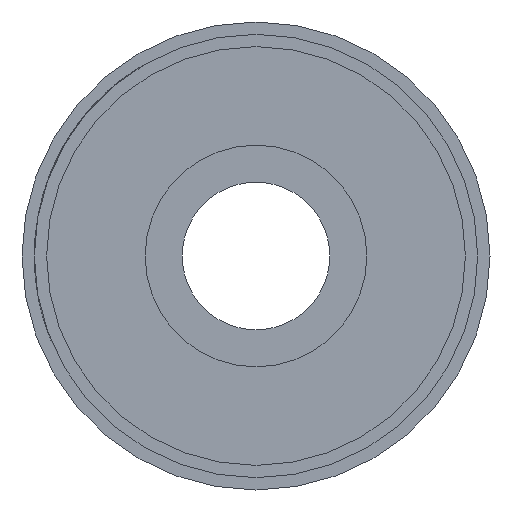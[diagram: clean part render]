
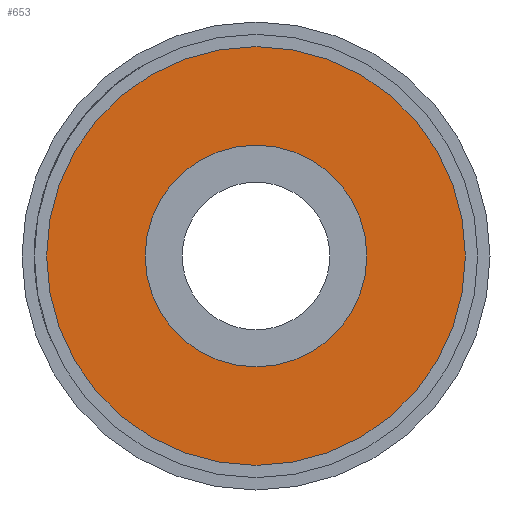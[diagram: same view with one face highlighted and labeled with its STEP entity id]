
A CAD part, left-side view. The second image highlights one B-rep face of the part: STEP entity #653.
In plain terms, the highlighted planar face has unit normal (-1, 0, 0).
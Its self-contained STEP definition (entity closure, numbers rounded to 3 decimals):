
#112 = AXIS2_PLACEMENT_3D ( 'NONE', #7591, #2219, #5833 ) ;
#190 = DIRECTION ( 'NONE',  ( 0., 0., 1. ) ) ;
#213 = CARTESIAN_POINT ( 'NONE',  ( 0., 0., 0. ) ) ;
#277 = ORIENTED_EDGE ( 'NONE', *, *, #1179, .T. ) ;
#322 = FACE_BOUND ( 'NONE', #3872, .T. ) ;
#448 = VERTEX_POINT ( 'NONE', #1077 ) ;
#465 = VERTEX_POINT ( 'NONE', #480 ) ;
#480 = CARTESIAN_POINT ( 'NONE',  ( 0., 0., -8.5 ) ) ;
#653 = ADVANCED_FACE ( 'NONE', ( #322, #1988 ), #7506, .F. ) ;
#1004 = AXIS2_PLACEMENT_3D ( 'NONE', #213, #1446, #2615 ) ;
#1077 = CARTESIAN_POINT ( 'NONE',  ( 0., 0., 4.5 ) ) ;
#1137 = CIRCLE ( 'NONE', #4274, 8.5 ) ;
#1179 = EDGE_CURVE ( 'NONE', #465, #2079, #3131, .T. ) ;
#1326 = DIRECTION ( 'NONE',  ( -1., 0., 0. ) ) ;
#1446 = DIRECTION ( 'NONE',  ( -1., 0., 0. ) ) ;
#1988 = FACE_OUTER_BOUND ( 'NONE', #4945, .T. ) ;
#2079 = VERTEX_POINT ( 'NONE', #3439 ) ;
#2219 = DIRECTION ( 'NONE',  ( -1., 0., 0. ) ) ;
#2609 = DIRECTION ( 'NONE',  ( 1., 0., 0. ) ) ;
#2615 = DIRECTION ( 'NONE',  ( 0., 0., 1. ) ) ;
#2816 = ORIENTED_EDGE ( 'NONE', *, *, #3635, .T. ) ;
#2891 = VERTEX_POINT ( 'NONE', #5062 ) ;
#3131 = CIRCLE ( 'NONE', #112, 8.5 ) ;
#3177 = ORIENTED_EDGE ( 'NONE', *, *, #3787, .F. ) ;
#3205 = EDGE_CURVE ( 'NONE', #448, #2891, #4899, .T. ) ;
#3439 = CARTESIAN_POINT ( 'NONE',  ( 0., 0., 8.5 ) ) ;
#3635 = EDGE_CURVE ( 'NONE', #2079, #465, #1137, .T. ) ;
#3774 = DIRECTION ( 'NONE',  ( -1., 0., 0. ) ) ;
#3787 = EDGE_CURVE ( 'NONE', #2891, #448, #7278, .T. ) ;
#3872 = EDGE_LOOP ( 'NONE', ( #6594, #3177 ) ) ;
#4274 = AXIS2_PLACEMENT_3D ( 'NONE', #5019, #3774, #190 ) ;
#4375 = CARTESIAN_POINT ( 'NONE',  ( 0., 0., 0. ) ) ;
#4735 = CARTESIAN_POINT ( 'NONE',  ( 0., 0., 0. ) ) ;
#4899 = CIRCLE ( 'NONE', #1004, 4.5 ) ;
#4945 = EDGE_LOOP ( 'NONE', ( #2816, #277 ) ) ;
#5019 = CARTESIAN_POINT ( 'NONE',  ( 0., 0., 0. ) ) ;
#5062 = CARTESIAN_POINT ( 'NONE',  ( 0., 0., -4.5 ) ) ;
#5272 = DIRECTION ( 'NONE',  ( 0., 0., -1. ) ) ;
#5833 = DIRECTION ( 'NONE',  ( 0., 0., 1. ) ) ;
#6594 = ORIENTED_EDGE ( 'NONE', *, *, #3205, .F. ) ;
#7208 = DIRECTION ( 'NONE',  ( 0., 0., 1. ) ) ;
#7278 = CIRCLE ( 'NONE', #7648, 4.5 ) ;
#7506 = PLANE ( 'NONE',  #7649 ) ;
#7591 = CARTESIAN_POINT ( 'NONE',  ( 0., 0., 0. ) ) ;
#7648 = AXIS2_PLACEMENT_3D ( 'NONE', #4735, #1326, #7208 ) ;
#7649 = AXIS2_PLACEMENT_3D ( 'NONE', #4375, #2609, #5272 ) ;
